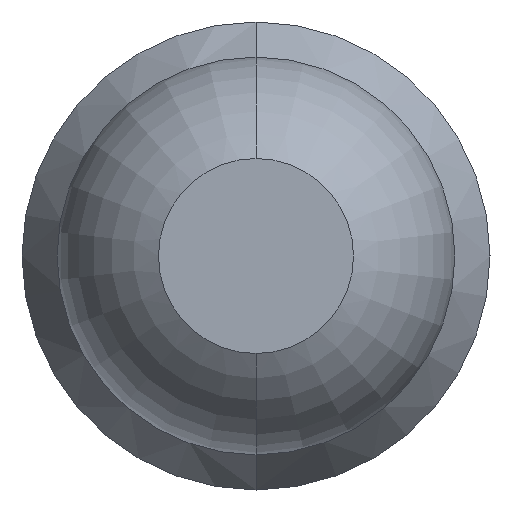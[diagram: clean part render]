
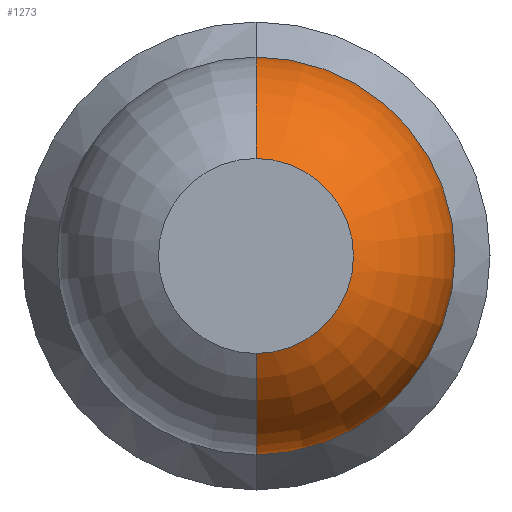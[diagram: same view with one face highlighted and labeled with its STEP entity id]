
A CAD part, front view. The second image highlights one B-rep face of the part: STEP entity #1273.
In plain terms, the highlighted toroidal (fillet/blend) face has major radius 0.01 mm and minor radius 0.5 mm.
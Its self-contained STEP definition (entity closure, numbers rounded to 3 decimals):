
#56 = EDGE_CURVE ( 'Defeature ausgef�hrt1_11+Defeature ausgef�hrt1_5+Defeature ausgef�hrt1_5+Defeature ausgef�hrt1_5', #2137, #939, #2113, .T. ) ;
#151 = AXIS2_PLACEMENT_3D ( 'NONE', #3581, #642, #1520 ) ;
#186 = ORIENTED_EDGE ( 'NONE', *, *, #717, .T. ) ;
#206 = DIRECTION ( 'NONE',  ( 0., -1., 0. ) ) ;
#357 = CARTESIAN_POINT ( 'NONE',  ( 0., -26.961, 0. ) ) ;
#387 = CARTESIAN_POINT ( 'NONE',  ( 0., -27.4, 0.25 ) ) ;
#435 = EDGE_CURVE ( 'NONE', #939, #2797, #3501, .T. ) ;
#449 = CARTESIAN_POINT ( 'NONE',  ( 0., -26.961, -0.51 ) ) ;
#465 = DIRECTION ( 'NONE',  ( 0., 0., -1. ) ) ;
#642 = DIRECTION ( 'NONE',  ( 1., 0., 0. ) ) ;
#717 = EDGE_CURVE ( 'NONE', #2137, #1786, #3687, .T. ) ;
#803 = CARTESIAN_POINT ( 'NONE',  ( 0., -26.961, 0. ) ) ;
#939 = VERTEX_POINT ( 'NONE', #387 ) ;
#953 = AXIS2_PLACEMENT_3D ( 'NONE', #2222, #206, #465 ) ;
#1224 = DIRECTION ( 'NONE',  ( 0., 0., 1. ) ) ;
#1273 = ADVANCED_FACE ( 'Defeature ausgef�hrt1_5', ( #2916 ), #1803, .T. ) ;
#1393 = AXIS2_PLACEMENT_3D ( 'NONE', #2585, #2862, #3714 ) ;
#1418 = AXIS2_PLACEMENT_3D ( 'NONE', #803, #3745, #3131 ) ;
#1520 = DIRECTION ( 'NONE',  ( 0., 0., -1. ) ) ;
#1548 = DIRECTION ( 'NONE',  ( 0., 1., 0. ) ) ;
#1748 = CARTESIAN_POINT ( 'NONE',  ( 0., -27.4, -0.25 ) ) ;
#1786 = VERTEX_POINT ( 'NONE', #449 ) ;
#1803 = TOROIDAL_SURFACE ( 'NONE', #3354, 0.01, 0.5 ) ;
#1867 = EDGE_CURVE ( 'Defeature ausgef�hrt1_6+Defeature ausgef�hrt1_5+Defeature ausgef�hrt1_5+Defeature ausgef�hrt1_5', #2797, #1786, #2388, .T. ) ;
#2104 = ORIENTED_EDGE ( 'NONE', *, *, #56, .F. ) ;
#2113 = CIRCLE ( 'NONE', #953, 0.25 ) ;
#2137 = VERTEX_POINT ( 'NONE', #1748 ) ;
#2155 = EDGE_LOOP ( 'NONE', ( #2104, #186, #2238, #2224 ) ) ;
#2222 = CARTESIAN_POINT ( 'NONE',  ( 0., -27.4, 0. ) ) ;
#2224 = ORIENTED_EDGE ( 'NONE', *, *, #435, .F. ) ;
#2238 = ORIENTED_EDGE ( 'NONE', *, *, #1867, .F. ) ;
#2388 = CIRCLE ( 'NONE', #1418, 0.51 ) ;
#2585 = CARTESIAN_POINT ( 'NONE',  ( 0., -26.961, 0.01 ) ) ;
#2797 = VERTEX_POINT ( 'NONE', #3345 ) ;
#2862 = DIRECTION ( 'NONE',  ( -1., 0., 0. ) ) ;
#2916 = FACE_OUTER_BOUND ( 'NONE', #2155, .T. ) ;
#3131 = DIRECTION ( 'NONE',  ( 0., 0., 1. ) ) ;
#3345 = CARTESIAN_POINT ( 'NONE',  ( 0., -26.961, 0.51 ) ) ;
#3354 = AXIS2_PLACEMENT_3D ( 'NONE', #357, #1548, #1224 ) ;
#3501 = CIRCLE ( 'NONE', #1393, 0.5 ) ;
#3581 = CARTESIAN_POINT ( 'NONE',  ( 0., -26.961, -0.01 ) ) ;
#3687 = CIRCLE ( 'NONE', #151, 0.5 ) ;
#3714 = DIRECTION ( 'NONE',  ( 0., -1., 0. ) ) ;
#3745 = DIRECTION ( 'NONE',  ( 0., 1., 0. ) ) ;
